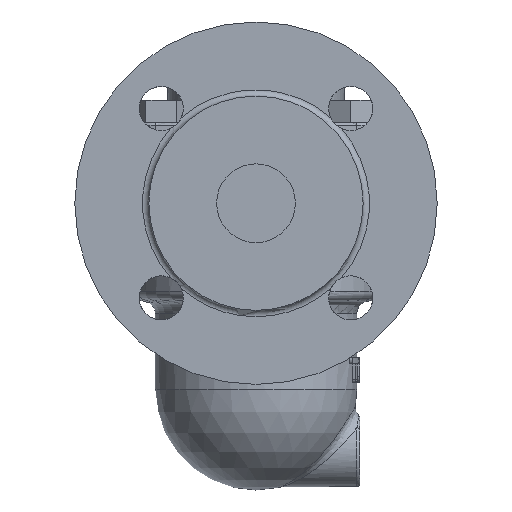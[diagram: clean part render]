
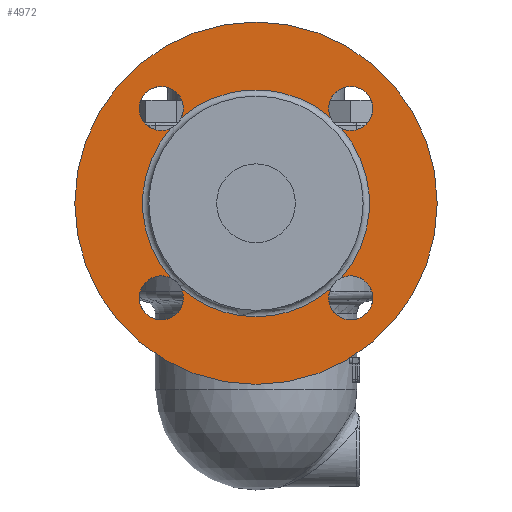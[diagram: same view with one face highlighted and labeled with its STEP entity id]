
A CAD part, left-side view. The second image highlights one B-rep face of the part: STEP entity #4972.
In plain terms, the highlighted planar face has unit normal (-1, 0, 0).
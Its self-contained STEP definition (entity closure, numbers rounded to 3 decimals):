
#688=FACE_BOUND('',#1202,.T.);
#729=PLANE('',#5316);
#861=FACE_OUTER_BOUND('',#1201,.T.);
#1201=EDGE_LOOP('',(#3410));
#1202=EDGE_LOOP('',(#3411,#3412,#3413,#3414,#3415,#3416,#3417,#3418));
#1784=CIRCLE('',#5309,57.5);
#1786=CIRCLE('',#5312,36.);
#1787=CIRCLE('',#5313,36.);
#1788=CIRCLE('',#5314,36.);
#1789=CIRCLE('',#5315,36.);
#1790=CIRCLE('',#5317,7.);
#1791=CIRCLE('',#5318,7.);
#1792=CIRCLE('',#5319,7.);
#1793=CIRCLE('',#5320,7.);
#2119=VERTEX_POINT('',#8586);
#2121=VERTEX_POINT('',#8591);
#2122=VERTEX_POINT('',#8592);
#2123=VERTEX_POINT('',#8605);
#2124=VERTEX_POINT('',#8607);
#2125=VERTEX_POINT('',#8620);
#2126=VERTEX_POINT('',#8622);
#2127=VERTEX_POINT('',#8635);
#2128=VERTEX_POINT('',#8637);
#2612=EDGE_CURVE('',#2119,#2119,#1784,.T.);
#2615=EDGE_CURVE('',#2121,#2123,#1786,.T.);
#2617=EDGE_CURVE('',#2124,#2125,#1787,.T.);
#2619=EDGE_CURVE('',#2126,#2127,#1788,.T.);
#2621=EDGE_CURVE('',#2128,#2122,#1789,.T.);
#2622=EDGE_CURVE('',#2123,#2124,#1790,.T.);
#2623=EDGE_CURVE('',#2122,#2121,#1791,.T.);
#2624=EDGE_CURVE('',#2127,#2128,#1792,.T.);
#2625=EDGE_CURVE('',#2125,#2126,#1793,.T.);
#3410=ORIENTED_EDGE('',*,*,#2612,.F.);
#3411=ORIENTED_EDGE('',*,*,#2617,.F.);
#3412=ORIENTED_EDGE('',*,*,#2622,.F.);
#3413=ORIENTED_EDGE('',*,*,#2615,.F.);
#3414=ORIENTED_EDGE('',*,*,#2623,.F.);
#3415=ORIENTED_EDGE('',*,*,#2621,.F.);
#3416=ORIENTED_EDGE('',*,*,#2624,.F.);
#3417=ORIENTED_EDGE('',*,*,#2619,.F.);
#3418=ORIENTED_EDGE('',*,*,#2625,.F.);
#4972=ADVANCED_FACE('',(#861,#688),#729,.T.);
#5309=AXIS2_PLACEMENT_3D('',#8587,#5844,#5845);
#5312=AXIS2_PLACEMENT_3D('',#8606,#5850,#5851);
#5313=AXIS2_PLACEMENT_3D('',#8621,#5852,#5853);
#5314=AXIS2_PLACEMENT_3D('',#8636,#5854,#5855);
#5315=AXIS2_PLACEMENT_3D('',#8650,#5856,#5857);
#5316=AXIS2_PLACEMENT_3D('',#8651,#5858,#5859);
#5317=AXIS2_PLACEMENT_3D('',#8652,#5860,#5861);
#5318=AXIS2_PLACEMENT_3D('',#8653,#5862,#5863);
#5319=AXIS2_PLACEMENT_3D('',#8654,#5864,#5865);
#5320=AXIS2_PLACEMENT_3D('',#8655,#5866,#5867);
#5844=DIRECTION('center_axis',(1.,0.,0.));
#5845=DIRECTION('ref_axis',(0.,0.,1.));
#5850=DIRECTION('center_axis',(-1.,0.,0.));
#5851=DIRECTION('ref_axis',(0.,0.,1.));
#5852=DIRECTION('center_axis',(-1.,0.,0.));
#5853=DIRECTION('ref_axis',(0.,0.,1.));
#5854=DIRECTION('center_axis',(-1.,0.,0.));
#5855=DIRECTION('ref_axis',(0.,0.,1.));
#5856=DIRECTION('center_axis',(-1.,0.,0.));
#5857=DIRECTION('ref_axis',(0.,0.,1.));
#5858=DIRECTION('center_axis',(-1.,0.,0.));
#5859=DIRECTION('ref_axis',(0.,0.,1.));
#5860=DIRECTION('center_axis',(-1.,0.,0.));
#5861=DIRECTION('ref_axis',(0.,0.,1.));
#5862=DIRECTION('center_axis',(-1.,0.,0.));
#5863=DIRECTION('ref_axis',(0.,-1.,0.));
#5864=DIRECTION('center_axis',(-1.,0.,0.));
#5865=DIRECTION('ref_axis',(0.,0.,-1.));
#5866=DIRECTION('center_axis',(-1.,0.,0.));
#5867=DIRECTION('ref_axis',(0.,1.,0.));
#8586=CARTESIAN_POINT('',(-101.,0.,-57.5));
#8587=CARTESIAN_POINT('Origin',(-101.,0.,0.));
#8591=CARTESIAN_POINT('',(-101.,23.71,-27.09));
#8592=CARTESIAN_POINT('',(-101.,27.09,-23.71));
#8605=CARTESIAN_POINT('',(-101.,-23.71,-27.09));
#8606=CARTESIAN_POINT('Origin',(-101.,0.,0.));
#8607=CARTESIAN_POINT('',(-101.,-27.09,-23.71));
#8620=CARTESIAN_POINT('',(-101.,-27.09,23.71));
#8621=CARTESIAN_POINT('Origin',(-101.,0.,0.));
#8622=CARTESIAN_POINT('',(-101.,-23.71,27.09));
#8635=CARTESIAN_POINT('',(-101.,23.71,27.09));
#8636=CARTESIAN_POINT('Origin',(-101.,0.,0.));
#8637=CARTESIAN_POINT('',(-101.,27.09,23.71));
#8650=CARTESIAN_POINT('Origin',(-101.,0.,0.));
#8651=CARTESIAN_POINT('Origin',(-101.,0.,0.));
#8652=CARTESIAN_POINT('Origin',(-101.,-30.052,-30.052));
#8653=CARTESIAN_POINT('Origin',(-101.,30.052,-30.052));
#8654=CARTESIAN_POINT('Origin',(-101.,30.052,30.052));
#8655=CARTESIAN_POINT('Origin',(-101.,-30.052,30.052));
